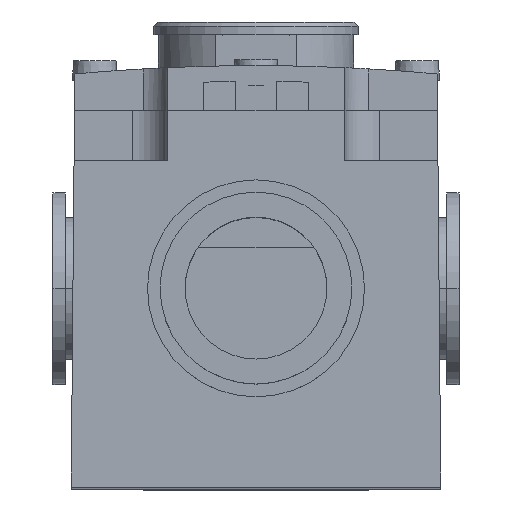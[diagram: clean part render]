
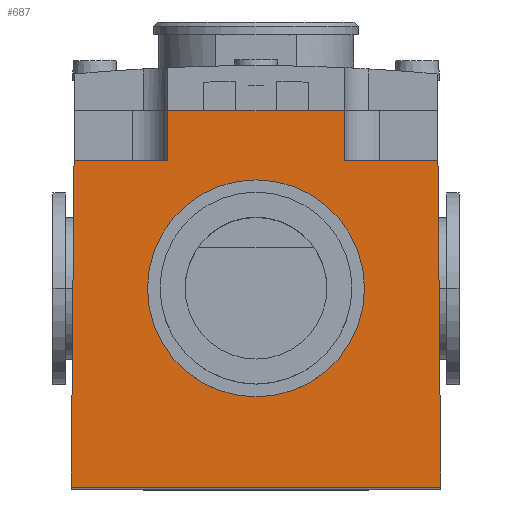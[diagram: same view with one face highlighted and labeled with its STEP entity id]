
A CAD part, top view. The second image highlights one B-rep face of the part: STEP entity #687.
In plain terms, the highlighted planar face has unit normal (0, 0.009, 1).
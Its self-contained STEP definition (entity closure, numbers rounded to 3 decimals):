
#687=ADVANCED_FACE('',(#1899,#1900),#1901,.T.);
#1899=FACE_OUTER_BOUND('',#3208,.T.);
#1900=FACE_BOUND('',#3209,.T.);
#1901=PLANE('',#3210);
#3208=EDGE_LOOP('',(#7511,#7512,#7513,#7514,#7515,#7516,#7517,#7518));
#3209=EDGE_LOOP('',(#7519,#7520));
#3210=AXIS2_PLACEMENT_3D('',#7521,#7522,#7523);
#7511=ORIENTED_EDGE('',*,*,#9403,.F.);
#7512=ORIENTED_EDGE('',*,*,#9460,.T.);
#7513=ORIENTED_EDGE('',*,*,#9473,.T.);
#7514=ORIENTED_EDGE('',*,*,#9391,.F.);
#7515=ORIENTED_EDGE('',*,*,#9474,.F.);
#7516=ORIENTED_EDGE('',*,*,#9416,.F.);
#7517=ORIENTED_EDGE('',*,*,#9475,.T.);
#7518=ORIENTED_EDGE('',*,*,#9380,.F.);
#7519=ORIENTED_EDGE('',*,*,#9476,.F.);
#7520=ORIENTED_EDGE('',*,*,#9477,.F.);
#7521=CARTESIAN_POINT('',(-25.061,43.3,151.6));
#7522=DIRECTION('',(0.0,0.009,1.));
#7523=DIRECTION('',(1.0,-0.0,0.0));
#9380=EDGE_CURVE('',#11634,#11635,#11636,.T.);
#9391=EDGE_CURVE('',#11655,#11648,#11657,.T.);
#9403=EDGE_CURVE('',#11677,#11634,#11679,.T.);
#9416=EDGE_CURVE('',#11700,#11702,#11703,.T.);
#9460=EDGE_CURVE('',#11677,#11781,#11783,.T.);
#9473=EDGE_CURVE('',#11781,#11648,#11808,.T.);
#9474=EDGE_CURVE('',#11702,#11655,#11809,.T.);
#9475=EDGE_CURVE('',#11700,#11635,#11810,.T.);
#9476=EDGE_CURVE('',#11811,#11812,#11813,.T.);
#9477=EDGE_CURVE('',#11812,#11811,#11814,.T.);
#11634=VERTEX_POINT('',#15997);
#11635=VERTEX_POINT('',#15998);
#11636=LINE('',#15999,#16000);
#11648=VERTEX_POINT('',#16015);
#11655=VERTEX_POINT('',#16024);
#11657=LINE('',#16027,#16028);
#11677=VERTEX_POINT('',#16053);
#11679=LINE('',#16056,#16057);
#11700=VERTEX_POINT('',#16118);
#11702=VERTEX_POINT('',#16121);
#11703=LINE('',#16122,#16123);
#11781=VERTEX_POINT('',#16222);
#11783=LINE('',#16225,#16226);
#11808=LINE('',#16255,#16256);
#11809=LINE('',#16257,#16258);
#11810=LINE('',#16259,#16260);
#11811=VERTEX_POINT('',#16261);
#11812=VERTEX_POINT('',#16262);
#11813=B_SPLINE_CURVE_WITH_KNOTS('',3,(#16263,#16264,#16265,#16266,#16267,#16268,#16269,#16270,#16271,#16272,#16273,#16274,#16275),.UNSPECIFIED.,.F.,.F.,(4,1,1,1,1,1,1,1,1,1,4),(0.0,0.125,0.25,0.375,0.438,0.5,0.563,0.625,0.75,0.875,1.0),.UNSPECIFIED.);
#11814=B_SPLINE_CURVE_WITH_KNOTS('',3,(#16276,#16277,#16278,#16279,#16280,#16281,#16282,#16283,#16284,#16285,#16286,#16287,#16288),.UNSPECIFIED.,.F.,.F.,(4,1,1,1,1,1,1,1,1,1,4),(0.0,0.125,0.25,0.375,0.438,0.5,0.563,0.625,0.75,0.875,1.0),.UNSPECIFIED.);
#15997=CARTESIAN_POINT('',(-21.802,37.3,151.652));
#15998=CARTESIAN_POINT('',(-10.6,37.3,151.652));
#15999=CARTESIAN_POINT('',(-21.802,37.3,151.652));
#16000=VECTOR('',#18615,11.202);
#16015=CARTESIAN_POINT('',(21.802,37.3,151.652));
#16024=CARTESIAN_POINT('',(10.6,37.3,151.652));
#16027=CARTESIAN_POINT('',(10.6,37.3,151.652));
#16028=VECTOR('',#18634,11.202);
#16053=CARTESIAN_POINT('',(-22.144,-1.8,151.994));
#16056=CARTESIAN_POINT('',(-22.144,-1.8,151.994));
#16057=VECTOR('',#18656,39.103);
#16118=CARTESIAN_POINT('',(-10.6,43.3,151.6));
#16121=CARTESIAN_POINT('',(10.6,43.3,151.6));
#16122=CARTESIAN_POINT('',(-10.6,43.3,151.6));
#16123=VECTOR('',#18673,21.2);
#16222=CARTESIAN_POINT('',(22.144,-1.8,151.994));
#16225=CARTESIAN_POINT('',(-22.144,-1.8,151.994));
#16226=VECTOR('',#18759,44.287);
#16255=CARTESIAN_POINT('',(22.144,-1.8,151.994));
#16256=VECTOR('',#18788,39.103);
#16257=CARTESIAN_POINT('',(10.6,43.3,151.6));
#16258=VECTOR('',#18789,6.);
#16259=CARTESIAN_POINT('',(-10.6,43.3,151.6));
#16260=VECTOR('',#18790,6.);
#16261=CARTESIAN_POINT('',(-9.25,22.0,151.786));
#16262=CARTESIAN_POINT('',(9.25,22.0,151.786));
#16263=CARTESIAN_POINT('',(-9.25,22.0,151.786));
#16264=CARTESIAN_POINT('',(-9.25,20.91,151.795));
#16265=CARTESIAN_POINT('',(-8.855,18.555,151.816));
#16266=CARTESIAN_POINT('',(-6.734,15.264,151.845));
#16267=CARTESIAN_POINT('',(-3.998,13.499,151.86));
#16268=CARTESIAN_POINT('',(-1.671,12.847,151.866));
#16269=CARTESIAN_POINT('',(0.0,12.701,151.867));
#16270=CARTESIAN_POINT('',(1.671,12.847,151.866));
#16271=CARTESIAN_POINT('',(3.998,13.499,151.86));
#16272=CARTESIAN_POINT('',(6.734,15.264,151.845));
#16273=CARTESIAN_POINT('',(8.855,18.555,151.816));
#16274=CARTESIAN_POINT('',(9.25,20.91,151.795));
#16275=CARTESIAN_POINT('',(9.25,22.0,151.786));
#16276=CARTESIAN_POINT('',(9.25,22.0,151.786));
#16277=CARTESIAN_POINT('',(9.25,23.09,151.776));
#16278=CARTESIAN_POINT('',(8.855,25.445,151.756));
#16279=CARTESIAN_POINT('',(6.734,28.736,151.727));
#16280=CARTESIAN_POINT('',(3.998,30.501,151.712));
#16281=CARTESIAN_POINT('',(1.671,31.153,151.706));
#16282=CARTESIAN_POINT('',(0.0,31.299,151.705));
#16283=CARTESIAN_POINT('',(-1.671,31.153,151.706));
#16284=CARTESIAN_POINT('',(-3.998,30.501,151.712));
#16285=CARTESIAN_POINT('',(-6.734,28.736,151.727));
#16286=CARTESIAN_POINT('',(-8.855,25.445,151.756));
#16287=CARTESIAN_POINT('',(-9.25,23.09,151.776));
#16288=CARTESIAN_POINT('',(-9.25,22.0,151.786));
#18615=DIRECTION('',(1.0,0.0,0.0));
#18634=DIRECTION('',(1.0,0.0,0.0));
#18656=DIRECTION('',(0.009,1.,-0.009));
#18673=DIRECTION('',(1.0,0.0,0.0));
#18759=DIRECTION('',(1.0,0.0,0.0));
#18788=DIRECTION('',(-0.009,1.,-0.009));
#18789=DIRECTION('',(0.0,-1.,0.009));
#18790=DIRECTION('',(0.0,-1.,0.009));
